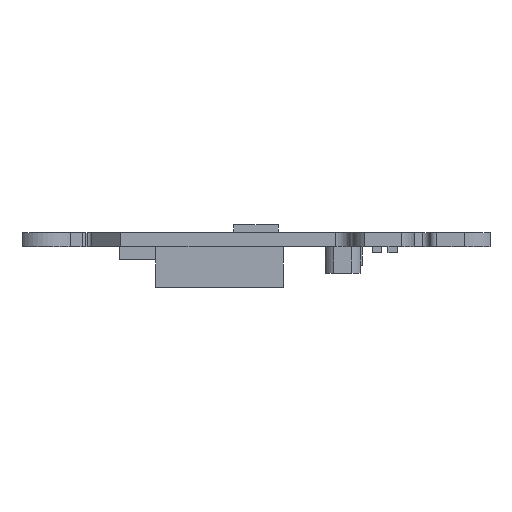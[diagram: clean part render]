
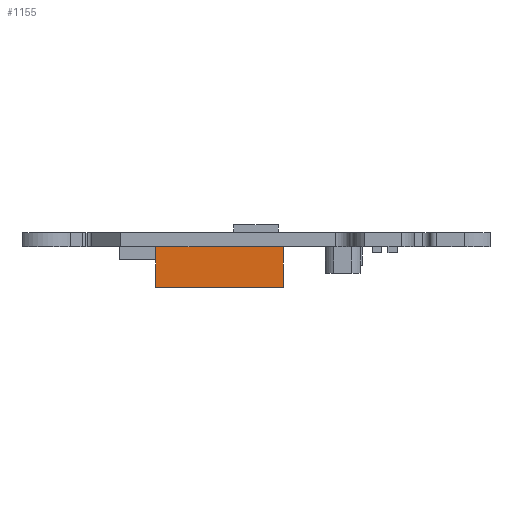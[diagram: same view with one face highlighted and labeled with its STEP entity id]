
A CAD part, front view. The second image highlights one B-rep face of the part: STEP entity #1155.
In plain terms, the highlighted planar face has unit normal (0, -1, 0).
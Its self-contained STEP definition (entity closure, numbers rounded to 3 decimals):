
#130 = EDGE_CURVE ( 'NONE', #4830, #2094, #3051, .T. ) ;
#413 = CARTESIAN_POINT ( 'NONE',  ( -11.3, -17.8, -4.6 ) ) ;
#539 = VECTOR ( 'NONE', #2017, 1000. ) ;
#879 = LINE ( 'NONE', #1702, #2421 ) ;
#1090 = DIRECTION ( 'NONE',  ( -1., 0., 0. ) ) ;
#1155 = ADVANCED_FACE ( 'NONE', ( #2190 ), #4139, .F. ) ;
#1241 = DIRECTION ( 'NONE',  ( 0., 0., 1. ) ) ;
#1300 = DIRECTION ( 'NONE',  ( 0., 0., 1. ) ) ;
#1344 = LINE ( 'NONE', #2878, #3971 ) ;
#1535 = EDGE_CURVE ( 'NONE', #1709, #4830, #1344, .T. ) ;
#1562 = DIRECTION ( 'NONE',  ( 0., 1., 0. ) ) ;
#1702 = CARTESIAN_POINT ( 'NONE',  ( -11.3, -17.8, -0.5 ) ) ;
#1709 = VERTEX_POINT ( 'NONE', #4644 ) ;
#1821 = ORIENTED_EDGE ( 'NONE', *, *, #130, .T. ) ;
#1884 = DIRECTION ( 'NONE',  ( -1., 0., 0. ) ) ;
#1939 = ORIENTED_EDGE ( 'NONE', *, *, #1535, .T. ) ;
#2017 = DIRECTION ( 'NONE',  ( -1., 0., 0. ) ) ;
#2094 = VERTEX_POINT ( 'NONE', #4421 ) ;
#2190 = FACE_OUTER_BOUND ( 'NONE', #4247, .T. ) ;
#2396 = ORIENTED_EDGE ( 'NONE', *, *, #3392, .F. ) ;
#2421 = VECTOR ( 'NONE', #1300, 1000. ) ;
#2685 = EDGE_CURVE ( 'NONE', #1709, #4983, #4395, .T. ) ;
#2722 = CARTESIAN_POINT ( 'NONE',  ( -11.3, -17.8, -0.5 ) ) ;
#2791 = CARTESIAN_POINT ( 'NONE',  ( 3.1, -17.8, 0. ) ) ;
#2878 = CARTESIAN_POINT ( 'NONE',  ( 3.1, -17.8, -0.5 ) ) ;
#2982 = CARTESIAN_POINT ( 'NONE',  ( -11.3, -17.8, -4.6 ) ) ;
#3051 = LINE ( 'NONE', #3080, #3321 ) ;
#3080 = CARTESIAN_POINT ( 'NONE',  ( -11.3, -17.8, 0. ) ) ;
#3321 = VECTOR ( 'NONE', #1090, 1000. ) ;
#3392 = EDGE_CURVE ( 'NONE', #4983, #2094, #879, .T. ) ;
#3910 = ORIENTED_EDGE ( 'NONE', *, *, #2685, .F. ) ;
#3971 = VECTOR ( 'NONE', #1241, 1000. ) ;
#4139 = PLANE ( 'NONE',  #5125 ) ;
#4247 = EDGE_LOOP ( 'NONE', ( #1821, #2396, #3910, #1939 ) ) ;
#4395 = LINE ( 'NONE', #413, #539 ) ;
#4421 = CARTESIAN_POINT ( 'NONE',  ( -11.3, -17.8, 0. ) ) ;
#4644 = CARTESIAN_POINT ( 'NONE',  ( 3.1, -17.8, -4.6 ) ) ;
#4830 = VERTEX_POINT ( 'NONE', #2791 ) ;
#4983 = VERTEX_POINT ( 'NONE', #2982 ) ;
#5125 = AXIS2_PLACEMENT_3D ( 'NONE', #2722, #1562, #1884 ) ;
